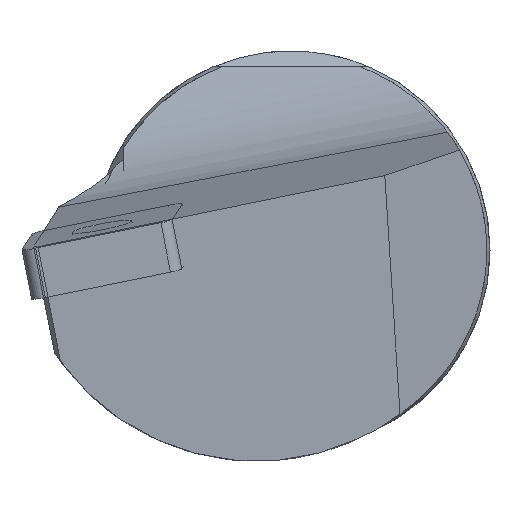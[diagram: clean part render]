
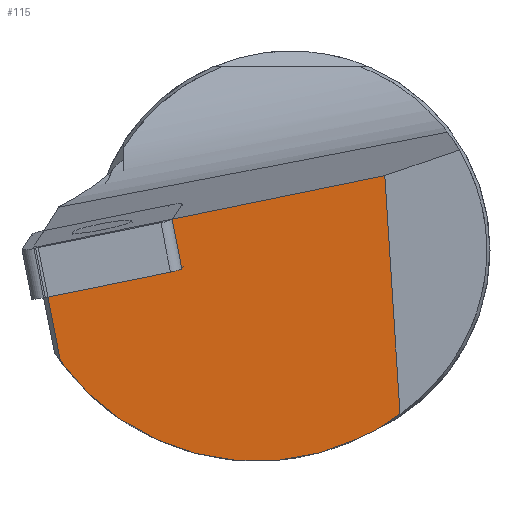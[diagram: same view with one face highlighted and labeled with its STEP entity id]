
A CAD part, left-side view. The second image highlights one B-rep face of the part: STEP entity #115.
In plain terms, the highlighted planar face has unit normal (-0.991, -0.104, -0.084).
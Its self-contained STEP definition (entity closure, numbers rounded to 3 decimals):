
#48=PLANE('',#739);
#91=ELLIPSE('',#732,15.337,15.2);
#115=ADVANCED_FACE('',(#164),#48,.T.);
#164=FACE_OUTER_BOUND('',#199,.T.);
#199=EDGE_LOOP('',(#347,#348,#349,#350));
#347=ORIENTED_EDGE('',*,*,#571,.T.);
#348=ORIENTED_EDGE('',*,*,#574,.T.);
#349=ORIENTED_EDGE('',*,*,#564,.T.);
#350=ORIENTED_EDGE('',*,*,#576,.F.);
#488=VERTEX_POINT('',#1125);
#489=VERTEX_POINT('',#1126);
#492=VERTEX_POINT('',#1136);
#493=VERTEX_POINT('',#1138);
#564=EDGE_CURVE('',#488,#489,#622,.T.);
#571=EDGE_CURVE('',#493,#492,#91,.T.);
#574=EDGE_CURVE('',#492,#488,#626,.T.);
#576=EDGE_CURVE('',#493,#489,#628,.T.);
#622=LINE('',#1124,#664);
#626=LINE('',#1144,#668);
#628=LINE('',#1148,#670);
#664=VECTOR('',#857,1.);
#668=VECTOR('',#879,1.);
#670=VECTOR('',#885,1.);
#732=AXIS2_PLACEMENT_3D('',#1137,#869,#870);
#739=AXIS2_PLACEMENT_3D('',#1149,#886,#887);
#857=DIRECTION('',(-0.085,0.976,-0.2));
#869=DIRECTION('',(-0.991,-0.104,-0.084));
#870=DIRECTION('',(-0.133,0.771,0.623));
#879=DIRECTION('',(-0.091,0.064,0.994));
#885=DIRECTION('',(-0.103,0.191,0.976));
#886=DIRECTION('',(-0.991,-0.104,-0.084));
#887=DIRECTION('',(-0.104,0.995,0.));
#1124=CARTESIAN_POINT('',(4.116,-38.614,7.97));
#1125=CARTESIAN_POINT('',(2.738,-22.86,4.745));
#1126=CARTESIAN_POINT('',(0.832,-1.079,0.288));
#1136=CARTESIAN_POINT('',(4.105,-23.817,-10.232));
#1137=CARTESIAN_POINT('',(2.125,-14.805,2.008));
#1138=CARTESIAN_POINT('',(1.586,-2.481,-6.889));
#1144=CARTESIAN_POINT('',(6.742,-25.664,-39.108));
#1148=CARTESIAN_POINT('',(0.808,-1.035,0.513));
#1149=CARTESIAN_POINT('',(1.745,-11.741,2.704));
